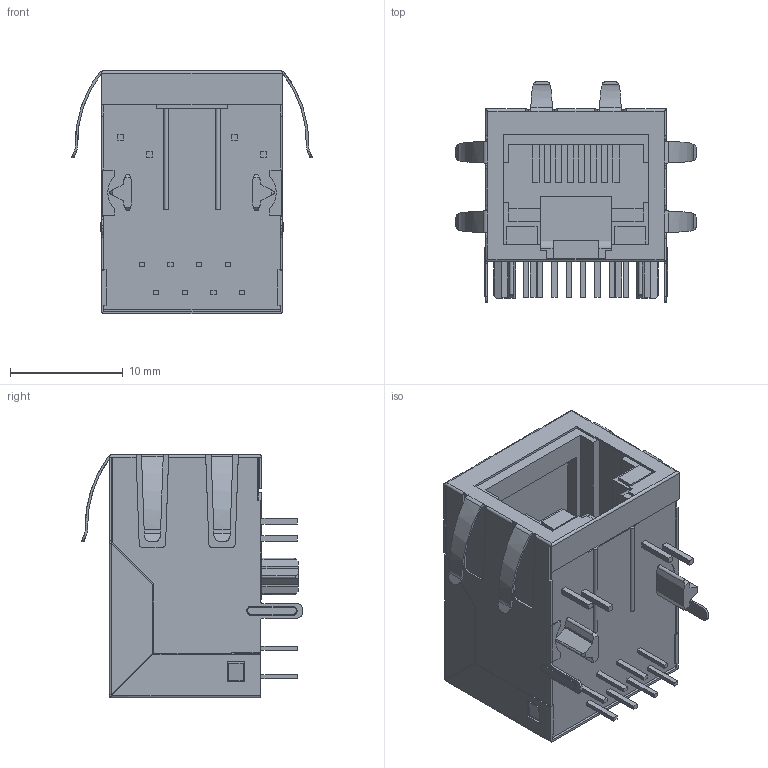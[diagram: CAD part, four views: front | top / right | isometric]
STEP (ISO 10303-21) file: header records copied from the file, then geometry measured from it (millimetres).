
FILE_DESCRIPTION(/* description */ (''),/* implementation_level */ '2;1');
FILE_NAME(/* name */ 'J00-0065NL.step',/* time_stamp */ '2022-02-27T20:46:38+01:00',/* author */ (''),/* organization */ (''),/* preprocessor_version */ 'ST-DEVELOPER v18.1',/* originating_system */ 'Autodesk Translation Framework v10.13.0.1454',/* authorisation */ '');
FILE_SCHEMA (('AUTOMOTIVE_DESIGN { 1 0 10303 214 3 1 1 }'));
Length unit declared in the file: millimetre
Products named in the file (1): (Unsaved)
Bounding box: 21.38 x 19.59 x 21.58 mm (x, y, z)
Volume: 1785.2 mm3; surface area: 3866.5 mm2
Topology: 1 solids, 1 shells, 535 faces, 1496 edges, 966 vertices
Faces by surface type: plane 404, cylinder 119, bspline 9, torus 3
Entity records: 17775 total; most frequent: CARTESIAN_POINT 3621, ORIENTED_EDGE 2992, DIRECTION 2806, EDGE_CURVE 1496, LINE 1224, VECTOR 1224, VERTEX_POINT 966, AXIS2_PLACEMENT_3D 791
